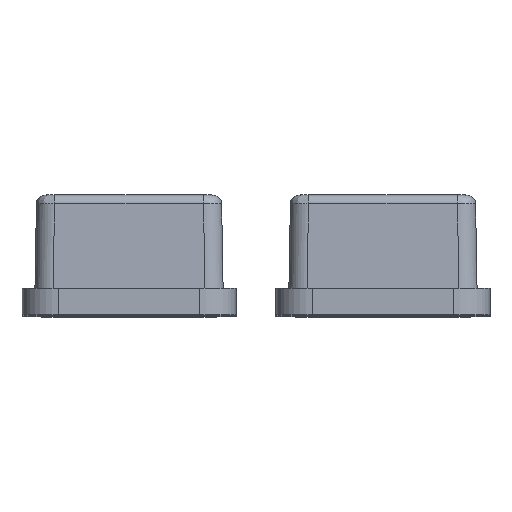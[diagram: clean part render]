
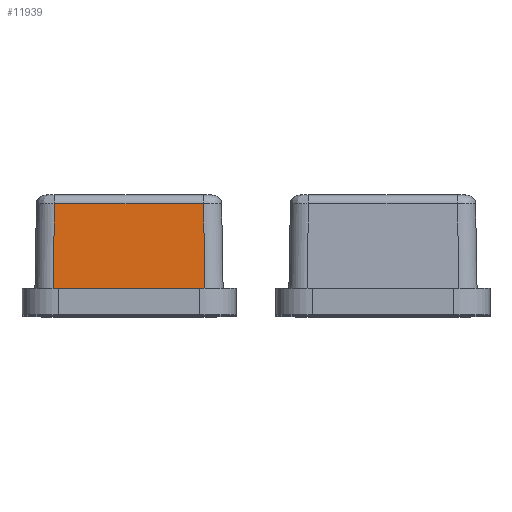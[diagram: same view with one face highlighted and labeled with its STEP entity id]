
A CAD part, top view. The second image highlights one B-rep face of the part: STEP entity #11939.
In plain terms, the highlighted planar face has unit normal (0, 0.018, 1).
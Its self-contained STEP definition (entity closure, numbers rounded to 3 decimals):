
#775=FACE_OUTER_BOUND('',#1454,.T.);
#1454=EDGE_LOOP('',(#9139,#9140,#9141,#9142));
#2490=LINE('',#18487,#3984);
#2492=LINE('',#18520,#3986);
#2493=LINE('',#18522,#3987);
#2494=LINE('',#18523,#3988);
#3984=VECTOR('',#14749,10.);
#3986=VECTOR('',#14759,10.);
#3987=VECTOR('',#14760,10.);
#3988=VECTOR('',#14761,10.);
#5334=VERTEX_POINT('',#18481);
#5335=VERTEX_POINT('',#18485);
#5337=VERTEX_POINT('',#18519);
#5338=VERTEX_POINT('',#18521);
#6708=EDGE_CURVE('',#5335,#5334,#2490,.T.);
#6712=EDGE_CURVE('',#5337,#5335,#2492,.T.);
#6713=EDGE_CURVE('',#5338,#5337,#2493,.T.);
#6714=EDGE_CURVE('',#5334,#5338,#2494,.T.);
#9139=ORIENTED_EDGE('',*,*,#6708,.F.);
#9140=ORIENTED_EDGE('',*,*,#6712,.F.);
#9141=ORIENTED_EDGE('',*,*,#6713,.F.);
#9142=ORIENTED_EDGE('',*,*,#6714,.F.);
#11343=PLANE('',#12883);
#11939=ADVANCED_FACE('',(#775),#11343,.T.);
#12883=AXIS2_PLACEMENT_3D('',#18518,#14757,#14758);
#14749=DIRECTION('',(1.,0.,0.));
#14757=DIRECTION('center_axis',(0.,0.017,1.));
#14758=DIRECTION('ref_axis',(1.,0.,0.));
#14759=DIRECTION('',(0.017,1.,-0.017));
#14760=DIRECTION('',(-1.,0.,0.));
#14761=DIRECTION('',(0.017,-1.,0.017));
#18481=CARTESIAN_POINT('',(4.106,5.409,7.456));
#18485=CARTESIAN_POINT('',(-4.106,5.409,7.456));
#18487=CARTESIAN_POINT('',(2.6,5.409,7.456));
#18518=CARTESIAN_POINT('Origin',(5.2,0.,7.55));
#18519=CARTESIAN_POINT('',(-4.187,0.75,7.537));
#18520=CARTESIAN_POINT('',(-4.199,0.073,7.549));
#18521=CARTESIAN_POINT('',(4.187,0.75,7.537));
#18522=CARTESIAN_POINT('',(2.6,0.75,7.537));
#18523=CARTESIAN_POINT('',(4.198,0.114,7.548));
